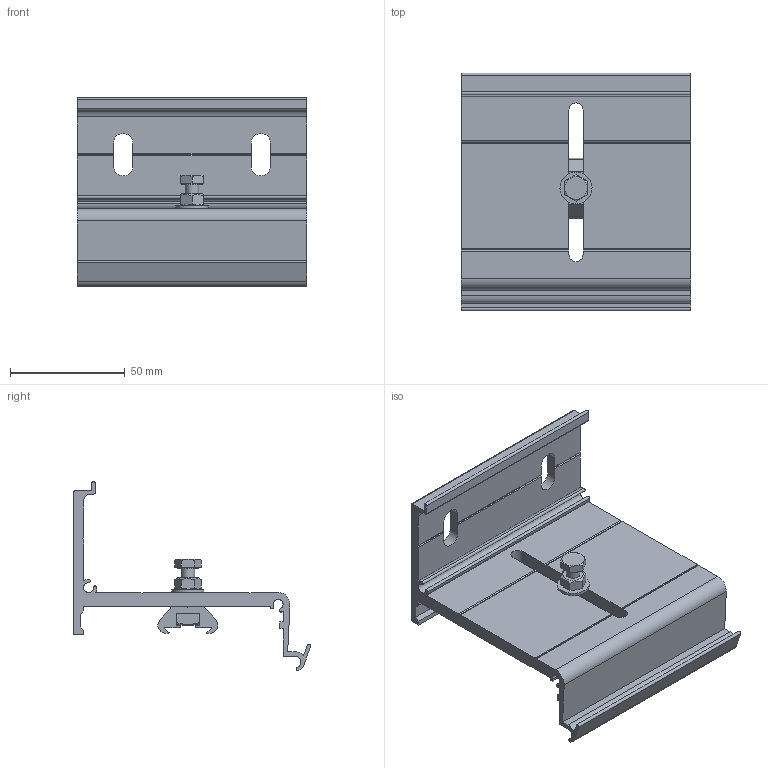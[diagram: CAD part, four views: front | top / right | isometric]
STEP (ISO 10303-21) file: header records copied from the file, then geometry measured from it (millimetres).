
FILE_DESCRIPTION(/* description */ (''),/* implementation_level */ '2;1');
FILE_NAME(/* name */ '11113BR.stp',/* time_stamp */ '2019-08-13T15:36:58+02:00',/* author */ ('Didierr'),/* organization */ (''),/* preprocessor_version */ 'ST-DEVELOPER v17.2',/* originating_system */ 'Autodesk Inventor 2019',/* authorisation */ '');
FILE_SCHEMA (('AUTOMOTIVE_DESIGN { 1 0 10303 214 3 1 1 }'));
Length unit declared in the file: millimetre
Products named in the file (7): 11113BR; 21852; 21796; 06113; ISO 4032 - M6; 06112; 06111
Assembly tree (6 placements, depth 2):
  11113BR
    21852
    21796
    06113
    ISO 4032 - M6
    06112
    06111
Bounding box: 100 x 103.54 x 82.53 mm (x, y, z)
Volume: 95761 mm3; surface area: 50746.7 mm2
Topology: 6 solids, 6 shells, 156 faces, 431 edges, 285 vertices
Faces by surface type: plane 101, cylinder 41, cone 13, bspline 1
Full cylindrical faces by diameter (mm): 4.917 x2, 6 x1, 6.2 x1, 6.4 x1, 8.88 x1, 14 x1
Entity records: 5460 total; most frequent: CARTESIAN_POINT 1015, ORIENTED_EDGE 862, DIRECTION 849, EDGE_CURVE 431, LINE 293, VECTOR 293, VERTEX_POINT 285, AXIS2_PLACEMENT_3D 278
